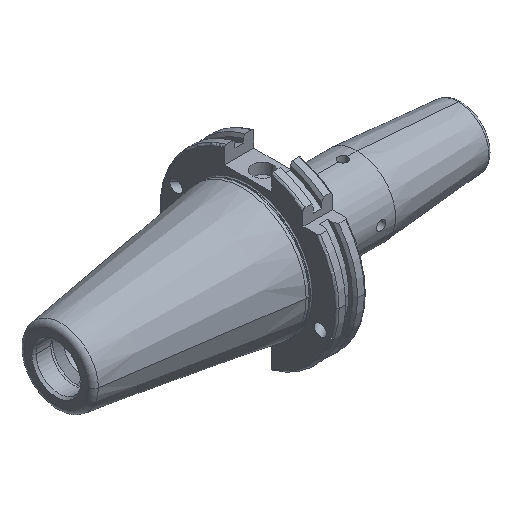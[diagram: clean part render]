
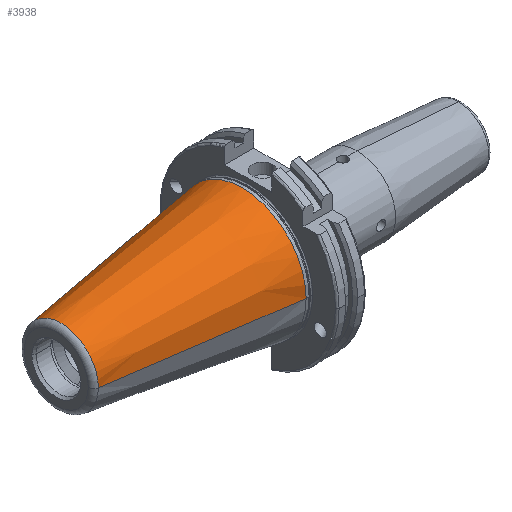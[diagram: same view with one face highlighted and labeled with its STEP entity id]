
A CAD part, isometric view. The second image highlights one B-rep face of the part: STEP entity #3938.
In plain terms, the highlighted conical face has half-angle 8.297 degrees and reference radius 34.925 mm.
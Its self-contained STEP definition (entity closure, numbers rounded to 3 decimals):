
#128 = VERTEX_POINT ( 'NONE', #3689 ) ;
#174 = VERTEX_POINT ( 'NONE', #3377 ) ;
#343 = AXIS2_PLACEMENT_3D ( 'NONE', #4576, #4154, #1472 ) ;
#397 = CONICAL_SURFACE ( 'NONE', #343, 34.925, 0.145 ) ;
#618 = EDGE_LOOP ( 'NONE', ( #1406, #3261, #4415, #2148 ) ) ;
#789 = DIRECTION ( 'NONE',  ( 0.99, -0.144, 0. ) ) ;
#817 = EDGE_CURVE ( 'NONE', #1944, #1827, #910, .T. ) ;
#910 = LINE ( 'NONE', #1301, #4948 ) ;
#975 = LINE ( 'NONE', #2184, #5013 ) ;
#1175 = EDGE_CURVE ( 'NONE', #128, #174, #975, .T. ) ;
#1215 = DIRECTION ( 'NONE',  ( -1., 0., 0. ) ) ;
#1301 = CARTESIAN_POINT ( 'NONE',  ( -3.2, 34.925, 0. ) ) ;
#1406 = ORIENTED_EDGE ( 'NONE', *, *, #2052, .F. ) ;
#1472 = DIRECTION ( 'NONE',  ( 0., 1., 0. ) ) ;
#1810 = CARTESIAN_POINT ( 'NONE',  ( -102.383, 20.461, 0. ) ) ;
#1827 = VERTEX_POINT ( 'NONE', #2456 ) ;
#1922 = FACE_OUTER_BOUND ( 'NONE', #618, .T. ) ;
#1944 = VERTEX_POINT ( 'NONE', #1810 ) ;
#2052 = EDGE_CURVE ( 'NONE', #128, #1944, #4020, .T. ) ;
#2148 = ORIENTED_EDGE ( 'NONE', *, *, #817, .F. ) ;
#2184 = CARTESIAN_POINT ( 'NONE',  ( -3.2, -34.925, 0. ) ) ;
#2456 = CARTESIAN_POINT ( 'NONE',  ( -3.2, 34.925, 0. ) ) ;
#2568 = DIRECTION ( 'NONE',  ( 0.99, 0.144, 0. ) ) ;
#2937 = CARTESIAN_POINT ( 'NONE',  ( -102.383, 0., 0. ) ) ;
#3261 = ORIENTED_EDGE ( 'NONE', *, *, #1175, .T. ) ;
#3288 = DIRECTION ( 'NONE',  ( -1., 0., 0. ) ) ;
#3377 = CARTESIAN_POINT ( 'NONE',  ( -3.2, -34.925, 0. ) ) ;
#3414 = CIRCLE ( 'NONE', #4789, 34.925 ) ;
#3524 = CARTESIAN_POINT ( 'NONE',  ( -3.2, 0., 0. ) ) ;
#3689 = CARTESIAN_POINT ( 'NONE',  ( -102.383, -20.461, 0. ) ) ;
#3932 = DIRECTION ( 'NONE',  ( 0., -1., 0. ) ) ;
#3938 = ADVANCED_FACE ( 'NONE', ( #1922 ), #397, .T. ) ;
#4020 = CIRCLE ( 'NONE', #4297, 20.461 ) ;
#4073 = EDGE_CURVE ( 'NONE', #174, #1827, #3414, .T. ) ;
#4154 = DIRECTION ( 'NONE',  ( 1., 0., 0. ) ) ;
#4297 = AXIS2_PLACEMENT_3D ( 'NONE', #2937, #3288, #4945 ) ;
#4415 = ORIENTED_EDGE ( 'NONE', *, *, #4073, .T. ) ;
#4576 = CARTESIAN_POINT ( 'NONE',  ( -3.2, 0., 0. ) ) ;
#4789 = AXIS2_PLACEMENT_3D ( 'NONE', #3524, #1215, #3932 ) ;
#4945 = DIRECTION ( 'NONE',  ( 0., -1., 0. ) ) ;
#4948 = VECTOR ( 'NONE', #2568, 1000. ) ;
#5013 = VECTOR ( 'NONE', #789, 1000. ) ;
